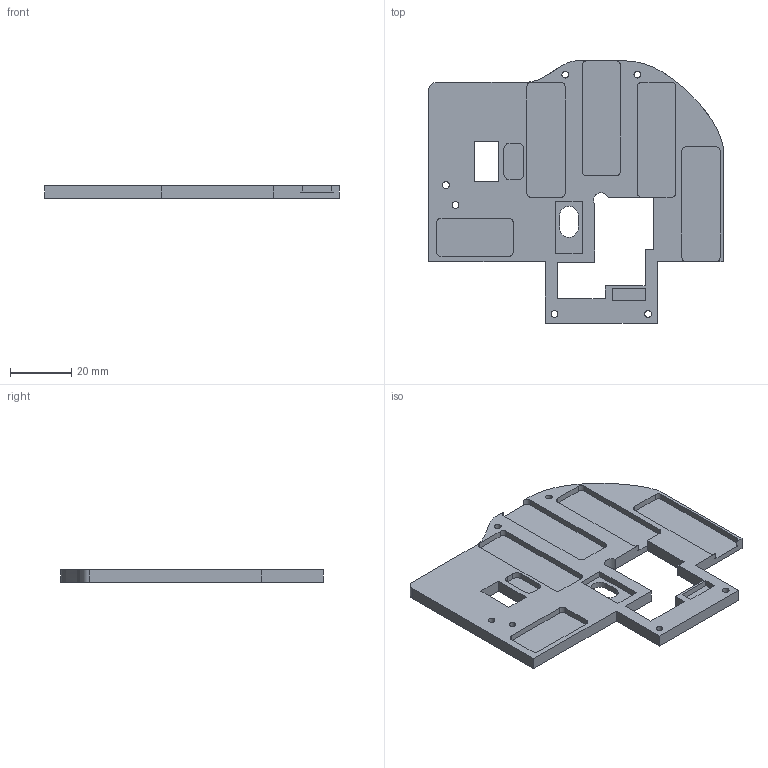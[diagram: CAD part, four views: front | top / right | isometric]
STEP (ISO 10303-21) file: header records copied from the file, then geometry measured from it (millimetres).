
FILE_DESCRIPTION(('Open CASCADE Model'),'2;1');
FILE_NAME('Open CASCADE Shape Model','2023-01-04T17:18:02',('Author'),( 'Open CASCADE'),'Open CASCADE STEP processor 7.5','Open CASCADE 7.5' ,'Unknown');
FILE_SCHEMA(('AUTOMOTIVE_DESIGN { 1 0 10303 214 1 1 1 1 }'));
Length unit declared in the file: millimetre
Products named in the file (5): CQ assembly; 08d7af78-8c86-11ed-9b3c-d8cb8a18bce3; 08d7af78-8c86-11ed-9b3c-d8cb8a18bce3_part; 08d7b2fc-8c86-11ed-9b3c-d8cb8a18bce3; 08d7b2fc-8c86-11ed-9b3c-d8cb8a18bce3_part
Assembly tree (4 placements, depth 4):
  CQ assembly
    08d7af78-8c86-11ed-9b3c-d8cb8a18bce3
      08d7af78-8c86-11ed-9b3c-d8cb8a18bce3_part
      08d7b2fc-8c86-11ed-9b3c-d8cb8a18bce3
        08d7b2fc-8c86-11ed-9b3c-d8cb8a18bce3_part
Bounding box: 96 x 85.5 x 4 mm (x, y, z)
Volume: 17451.1 mm3; surface area: 14651.9 mm2
Topology: 1 solids, 1 shells, 113 faces, 300 edges, 200 vertices
Faces by surface type: plane 71, cylinder 40, extrusion 2
Full cylindrical faces by diameter (mm): 2.2 x6, 5 x6
Entity records: 7474 total; most frequent: CARTESIAN_POINT 1356, DIRECTION 1113, VECTOR 644, LINE 642, ORIENTED_EDGE 600, PCURVE 600, DEFINITIONAL_REPRESENTATION 600, EDGE_CURVE 300
